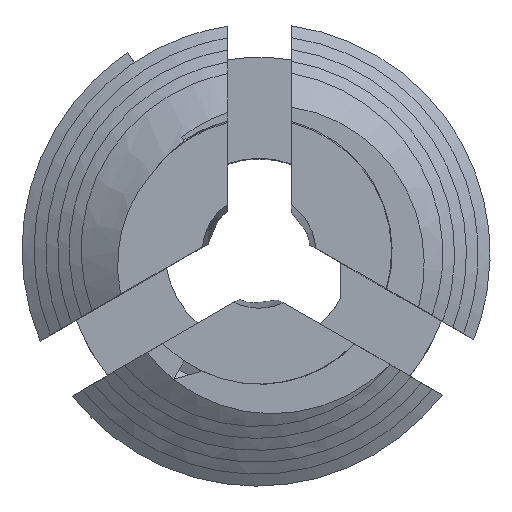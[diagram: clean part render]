
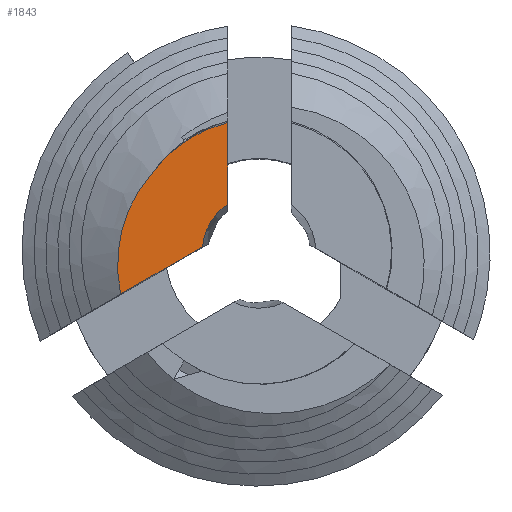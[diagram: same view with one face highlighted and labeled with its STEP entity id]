
A CAD part, top view. The second image highlights one B-rep face of the part: STEP entity #1843.
In plain terms, the highlighted planar face has unit normal (0, 0, 1).
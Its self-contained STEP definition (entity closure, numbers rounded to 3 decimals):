
#219=B_SPLINE_CURVE_WITH_KNOTS('',3,(#3309,#3310,#3311,#3312,#3313,#3314,
#3315,#3316,#3317,#3318,#3319,#3320,#3321,#3322,#3323,#3324,#3325,#3326,
#3327,#3328,#3329,#3330,#3331,#3332,#3333,#3334,#3335,#3336,#3337,#3338,
#3339,#3340,#3341,#3342),.UNSPECIFIED.,.F.,.F.,(4,3,3,3,3,3,3,3,3,3,3,4),
(-0.379,-0.34,-0.301,-0.264,
-0.227,-0.194,-0.157,-0.148,
-0.111,-0.075,-0.04,-0.016),
 .UNSPECIFIED.);
#338=LINE('',#2311,#391);
#343=LINE('',#2653,#396);
#391=VECTOR('',#2060,10.);
#396=VECTOR('',#2067,10.);
#478=FACE_OUTER_BOUND('',#585,.T.);
#585=EDGE_LOOP('',(#1530,#1531,#1532,#1533,#1534));
#658=CIRCLE('',#1964,1.6);
#661=CIRCLE('',#1972,3.742);
#690=VERTEX_POINT('',#2306);
#691=VERTEX_POINT('',#2310);
#738=VERTEX_POINT('',#2648);
#739=VERTEX_POINT('',#2652);
#819=VERTEX_POINT('',#3308);
#898=EDGE_CURVE('',#691,#690,#338,.T.);
#947=EDGE_CURVE('',#739,#738,#343,.T.);
#1036=EDGE_CURVE('',#691,#819,#219,.T.);
#1091=EDGE_CURVE('',#739,#690,#658,.T.);
#1098=EDGE_CURVE('',#738,#819,#661,.T.);
#1530=ORIENTED_EDGE('',*,*,#898,.T.);
#1531=ORIENTED_EDGE('',*,*,#1091,.F.);
#1532=ORIENTED_EDGE('',*,*,#947,.T.);
#1533=ORIENTED_EDGE('',*,*,#1098,.T.);
#1534=ORIENTED_EDGE('',*,*,#1036,.F.);
#1780=PLANE('',#1971);
#1843=ADVANCED_FACE('',(#478),#1780,.T.);
#1964=AXIS2_PLACEMENT_3D('',#4946,#2135,#2136);
#1971=AXIS2_PLACEMENT_3D('',#5096,#2150,#2151);
#1972=AXIS2_PLACEMENT_3D('',#5097,#2152,#2153);
#2060=DIRECTION('',(0.866,0.5,0.));
#2067=DIRECTION('',(0.,1.,0.));
#2135=DIRECTION('center_axis',(0.,0.,1.));
#2136=DIRECTION('ref_axis',(1.,0.,0.));
#2150=DIRECTION('center_axis',(0.,0.,1.));
#2151=DIRECTION('ref_axis',(1.,0.,0.));
#2152=DIRECTION('center_axis',(0.,0.,1.));
#2153=DIRECTION('ref_axis',(1.,0.,0.));
#2306=CARTESIAN_POINT('',(16.227,2.494,3.789));
#2310=CARTESIAN_POINT('',(13.916,1.159,3.789));
#2311=CARTESIAN_POINT('',(13.402,0.862,3.789));
#2648=CARTESIAN_POINT('',(16.935,5.996,3.789));
#2652=CARTESIAN_POINT('',(16.935,3.693,3.789));
#2653=CARTESIAN_POINT('',(16.935,2.682,3.789));
#3308=CARTESIAN_POINT('',(14.78,4.541,3.789));
#3309=CARTESIAN_POINT('Ctrl Pts',(13.916,1.159,3.789));
#3310=CARTESIAN_POINT('Ctrl Pts',(13.89,1.286,3.789));
#3311=CARTESIAN_POINT('Ctrl Pts',(13.869,1.414,3.789));
#3312=CARTESIAN_POINT('Ctrl Pts',(13.855,1.543,3.789));
#3313=CARTESIAN_POINT('Ctrl Pts',(13.841,1.671,3.789));
#3314=CARTESIAN_POINT('Ctrl Pts',(13.833,1.801,3.789));
#3315=CARTESIAN_POINT('Ctrl Pts',(13.831,1.931,3.789));
#3316=CARTESIAN_POINT('Ctrl Pts',(13.829,2.055,3.789));
#3317=CARTESIAN_POINT('Ctrl Pts',(13.833,2.178,3.789));
#3318=CARTESIAN_POINT('Ctrl Pts',(13.843,2.301,3.789));
#3319=CARTESIAN_POINT('Ctrl Pts',(13.853,2.424,3.789));
#3320=CARTESIAN_POINT('Ctrl Pts',(13.868,2.545,3.789));
#3321=CARTESIAN_POINT('Ctrl Pts',(13.889,2.666,3.789));
#3322=CARTESIAN_POINT('Ctrl Pts',(13.907,2.773,3.789));
#3323=CARTESIAN_POINT('Ctrl Pts',(13.93,2.878,3.789));
#3324=CARTESIAN_POINT('Ctrl Pts',(13.957,2.983,3.789));
#3325=CARTESIAN_POINT('Ctrl Pts',(13.988,3.101,3.789));
#3326=CARTESIAN_POINT('Ctrl Pts',(14.024,3.218,3.789));
#3327=CARTESIAN_POINT('Ctrl Pts',(14.067,3.334,3.789));
#3328=CARTESIAN_POINT('Ctrl Pts',(14.078,3.364,3.789));
#3329=CARTESIAN_POINT('Ctrl Pts',(14.089,3.395,3.789));
#3330=CARTESIAN_POINT('Ctrl Pts',(14.101,3.425,3.789));
#3331=CARTESIAN_POINT('Ctrl Pts',(14.145,3.537,3.789));
#3332=CARTESIAN_POINT('Ctrl Pts',(14.195,3.647,3.789));
#3333=CARTESIAN_POINT('Ctrl Pts',(14.249,3.754,3.789));
#3334=CARTESIAN_POINT('Ctrl Pts',(14.303,3.861,3.789));
#3335=CARTESIAN_POINT('Ctrl Pts',(14.362,3.965,3.789));
#3336=CARTESIAN_POINT('Ctrl Pts',(14.425,4.066,3.789));
#3337=CARTESIAN_POINT('Ctrl Pts',(14.488,4.165,3.789));
#3338=CARTESIAN_POINT('Ctrl Pts',(14.555,4.262,3.789));
#3339=CARTESIAN_POINT('Ctrl Pts',(14.627,4.355,3.789));
#3340=CARTESIAN_POINT('Ctrl Pts',(14.676,4.418,3.789));
#3341=CARTESIAN_POINT('Ctrl Pts',(14.727,4.481,3.789));
#3342=CARTESIAN_POINT('Ctrl Pts',(14.78,4.541,3.789));
#4946=CARTESIAN_POINT('Origin',(17.822,2.361,3.789));
#5096=CARTESIAN_POINT('Origin',(17.822,2.361,3.789));
#5097=CARTESIAN_POINT('Origin',(17.822,2.361,3.789));
